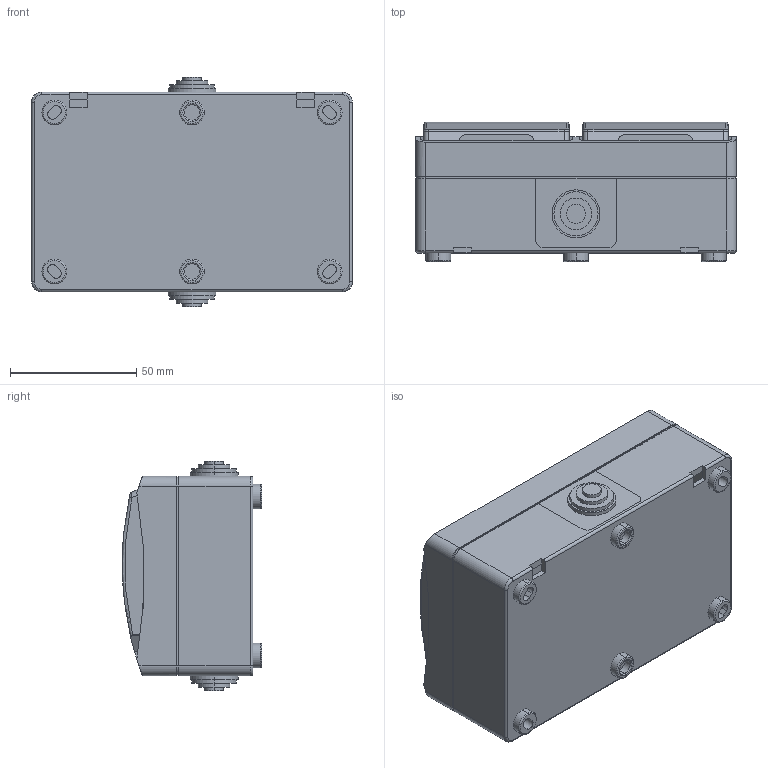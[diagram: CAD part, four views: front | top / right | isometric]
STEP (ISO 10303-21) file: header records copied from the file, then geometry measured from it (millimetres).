
FILE_DESCRIPTION (( 'STEP AP203' ), '1' );
FILE_NAME ('ERS22-K03-16-54-DC ÐÑá22-3-ÔÑð Ðîçåòêà äâóõìåñòíàÿ ñ ç_ê äëÿ îòêðûòîé óñòàíîâêè ÔÎÐÑ IP54 IEK.STEP', '2016-11-14T11:43:02', ( '' ), ( '' ), 'SwSTEP 2.0', 'SolidWorks 2014', '' );
FILE_SCHEMA (( 'CONFIG_CONTROL_DESIGN' ));
Length unit declared in the file: millimetre
Products named in the file (2): ERS22-K03-16-54-DC ÐÑá22-3-ÔÑð Ðîçåòêà äâóõìåñòíàÿ ñ ç_ê äëÿ îòêðûòîé óñòàíîâêè ÔÎÐÑ IP54 IEK
Bounding box: 127 x 55.29 x 91 mm (x, y, z)
Volume: 115486.5 mm3; surface area: 125358.2 mm2
Topology: 6 solids, 6 shells, 675 faces, 1802 edges, 1150 vertices
Faces by surface type: plane 358, cylinder 269, torus 24, sphere 16, bspline 8
Entity records: 21901 total; most frequent: CARTESIAN_POINT 4833, ORIENTED_EDGE 3564, DIRECTION 3532, EDGE_CURVE 1782, AXIS2_PLACEMENT_3D 1193, VERTEX_POINT 1150, VECTOR 1146, LINE 1146
